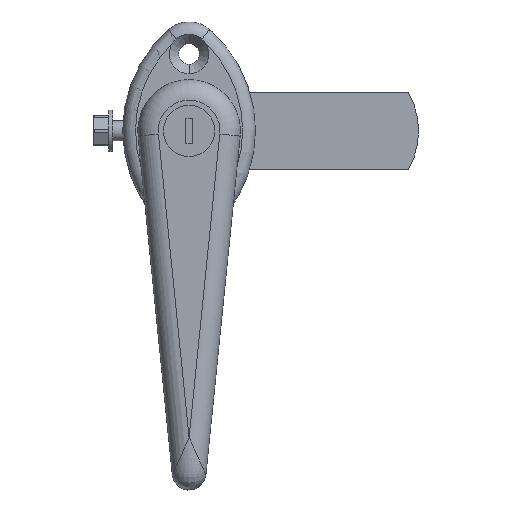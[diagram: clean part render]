
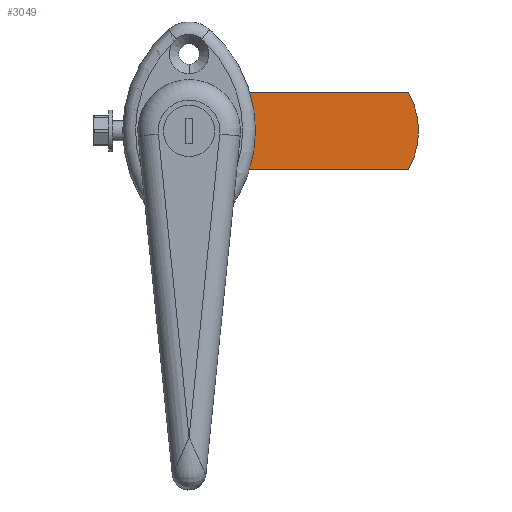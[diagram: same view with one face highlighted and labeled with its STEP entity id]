
A CAD part, front view. The second image highlights one B-rep face of the part: STEP entity #3049.
In plain terms, the highlighted planar face has unit normal (0, -1, 0).
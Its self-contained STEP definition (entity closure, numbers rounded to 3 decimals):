
#2885=CARTESIAN_POINT('',(2.138,1.194,0.374));
#2886=VERTEX_POINT('',#2885);
#2893=CARTESIAN_POINT('',(2.138,1.194,-0.374));
#2894=VERTEX_POINT('',#2893);
#2895=CARTESIAN_POINT('',(1.476,1.194,0.));
#2896=DIRECTION('',(0.0,-1.0,0.0));
#2897=DIRECTION('',(1.0,0.0,0.0));
#2898=AXIS2_PLACEMENT_3D('',#2895,#2896,#2897);
#2899=CIRCLE('',#2898,0.76);
#2900=EDGE_CURVE('',#2894,#2886,#2899,.T.);
#2917=CARTESIAN_POINT('',(-0.433,1.194,-0.374));
#2918=VERTEX_POINT('',#2917);
#2919=CARTESIAN_POINT('',(2.138,1.194,-0.374));
#2920=DIRECTION('',(-1.0,0.0,0.0));
#2921=VECTOR('',#2920,2.571);
#2922=LINE('',#2919,#2921);
#2923=EDGE_CURVE('',#2894,#2918,#2922,.T.);
#2992=CARTESIAN_POINT('',(2.236,1.194,-0.374));
#2993=DIRECTION('',(0.0,-1.0,0.0));
#2994=DIRECTION('',(0.0,0.0,-1.0));
#2995=AXIS2_PLACEMENT_3D('',#2992,#2993,#2994);
#2996=PLANE('',#2995);
#2997=ORIENTED_EDGE('',*,*,#2900,.T.);
#2998=CARTESIAN_POINT('',(-0.433,1.194,0.374));
#2999=VERTEX_POINT('',#2998);
#3000=CARTESIAN_POINT('',(2.138,1.194,0.374));
#3001=DIRECTION('',(-1.0,0.0,0.0));
#3002=VECTOR('',#3001,2.571);
#3003=LINE('',#3000,#3002);
#3004=EDGE_CURVE('',#2886,#2999,#3003,.T.);
#3005=ORIENTED_EDGE('',*,*,#3004,.T.);
#3006=CARTESIAN_POINT('',(-0.433,1.194,-0.374));
#3007=DIRECTION('',(0.0,0.0,1.0));
#3008=VECTOR('',#3007,0.748);
#3009=LINE('',#3006,#3008);
#3010=EDGE_CURVE('',#2918,#2999,#3009,.T.);
#3011=ORIENTED_EDGE('',*,*,#3010,.F.);
#3012=ORIENTED_EDGE('',*,*,#2923,.F.);
#3013=EDGE_LOOP('',(#2997,#3005,#3011,#3012));
#3014=FACE_OUTER_BOUND('',#3013,.T.);
#3015=CARTESIAN_POINT('',(-0.157,1.194,0.157));
#3016=VERTEX_POINT('',#3015);
#3017=CARTESIAN_POINT('',(0.157,1.194,0.157));
#3018=VERTEX_POINT('',#3017);
#3019=CARTESIAN_POINT('',(-0.157,1.194,0.157));
#3020=DIRECTION('',(1.0,0.0,0.0));
#3021=VECTOR('',#3020,0.315);
#3022=LINE('',#3019,#3021);
#3023=EDGE_CURVE('',#3016,#3018,#3022,.T.);
#3024=ORIENTED_EDGE('',*,*,#3023,.T.);
#3025=CARTESIAN_POINT('',(0.157,1.194,-0.157));
#3026=VERTEX_POINT('',#3025);
#3027=CARTESIAN_POINT('',(0.157,1.194,0.157));
#3028=DIRECTION('',(0.0,0.0,-1.0));
#3029=VECTOR('',#3028,0.315);
#3030=LINE('',#3027,#3029);
#3031=EDGE_CURVE('',#3018,#3026,#3030,.T.);
#3032=ORIENTED_EDGE('',*,*,#3031,.T.);
#3033=CARTESIAN_POINT('',(-0.157,1.194,-0.157));
#3034=VERTEX_POINT('',#3033);
#3035=CARTESIAN_POINT('',(0.157,1.194,-0.157));
#3036=DIRECTION('',(-1.0,0.0,0.0));
#3037=VECTOR('',#3036,0.315);
#3038=LINE('',#3035,#3037);
#3039=EDGE_CURVE('',#3026,#3034,#3038,.T.);
#3040=ORIENTED_EDGE('',*,*,#3039,.T.);
#3041=CARTESIAN_POINT('',(-0.157,1.194,-0.157));
#3042=DIRECTION('',(0.0,0.0,1.0));
#3043=VECTOR('',#3042,0.315);
#3044=LINE('',#3041,#3043);
#3045=EDGE_CURVE('',#3034,#3016,#3044,.T.);
#3046=ORIENTED_EDGE('',*,*,#3045,.T.);
#3047=EDGE_LOOP('',(#3024,#3032,#3040,#3046));
#3048=FACE_BOUND('',#3047,.T.);
#3049=ADVANCED_FACE('',(#3014,#3048),#2996,.T.);
